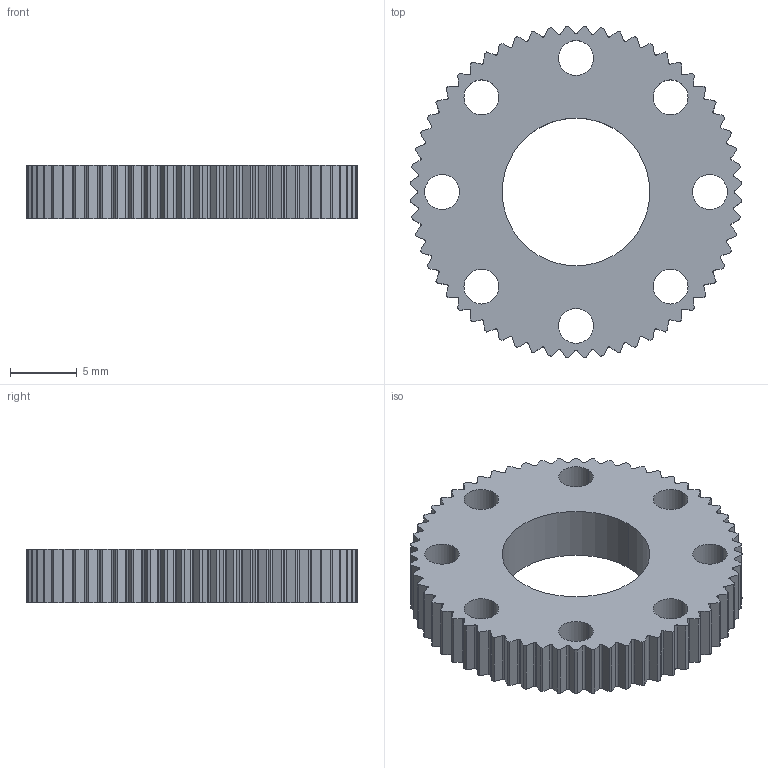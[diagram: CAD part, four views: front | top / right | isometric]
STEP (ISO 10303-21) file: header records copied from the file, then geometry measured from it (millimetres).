
FILE_DESCRIPTION (( 'STEP AP214' ), '1' );
FILE_NAME ('gear.STEP', '2022-05-02T08:27:09', ( '' ), ( '' ), 'SwSTEP 2.0', 'SolidWorks 2021', '' );
FILE_SCHEMA (( 'AUTOMOTIVE_DESIGN' ));
Length unit declared in the file: millimetre
Products named in the file (1): gear
Bounding box: 24.78 x 24.78 x 4 mm (x, y, z)
Volume: 1296.6 mm3; surface area: 1479.6 mm2
Topology: 1 solids, 1 shells, 277 faces, 825 edges, 550 vertices
Faces by surface type: cylinder 155, plane 122
Entity records: 9479 total; most frequent: DIRECTION 1691, CARTESIAN_POINT 1653, ORIENTED_EDGE 1650, EDGE_CURVE 825, AXIS2_PLACEMENT_3D 588, VERTEX_POINT 550, LINE 515, VECTOR 515
